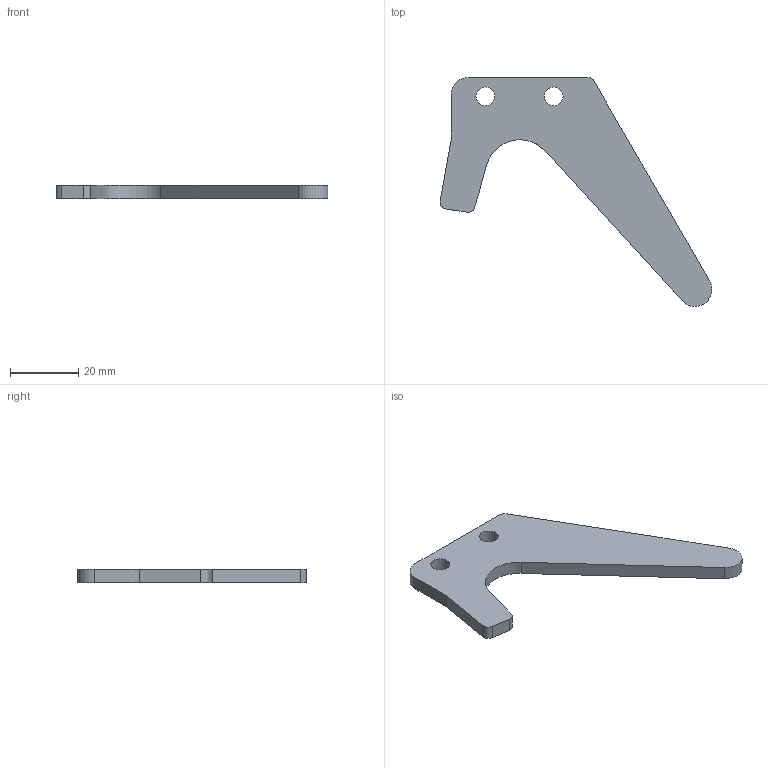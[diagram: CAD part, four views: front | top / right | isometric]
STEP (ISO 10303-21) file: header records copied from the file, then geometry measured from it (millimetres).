
FILE_DESCRIPTION(/* description */ (''),/* implementation_level */ '2;1');
FILE_NAME(/* name */ 'fourchette tl2.stp',/* time_stamp */ '2021-04-05T18:32:56+02:00',/* author */ ('the-v'),/* organization */ (''),/* preprocessor_version */ 'ST-DEVELOPER v18',/* originating_system */ 'Autodesk Inventor 2020',/* authorisation */ '');
FILE_SCHEMA (('AUTOMOTIVE_DESIGN { 1 0 10303 214 3 1 1 }'));
Length unit declared in the file: millimetre
Products named in the file (1): fourchette tl
Bounding box: 79.5 x 67.02 x 4 mm (x, y, z)
Volume: 7812.6 mm3; surface area: 5103.2 mm2
Topology: 1 solids, 1 shells, 17 faces, 47 edges, 32 vertices
Faces by surface type: plane 9, cylinder 8
Full cylindrical faces by diameter (mm): 5.5 x2
Entity records: 604 total; most frequent: DIRECTION 101, CARTESIAN_POINT 97, ORIENTED_EDGE 94, EDGE_CURVE 47, AXIS2_PLACEMENT_3D 36, VERTEX_POINT 32, LINE 29, VECTOR 29
